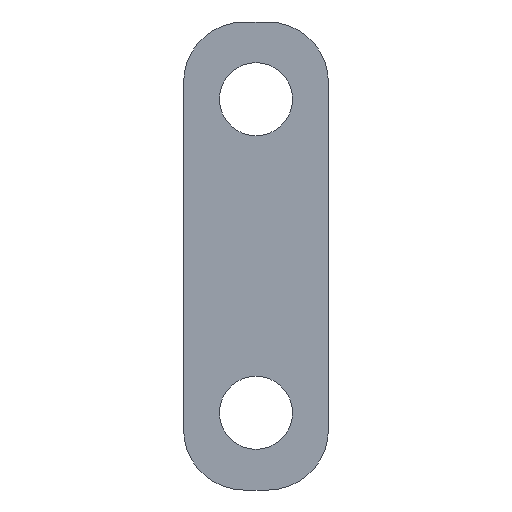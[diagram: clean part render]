
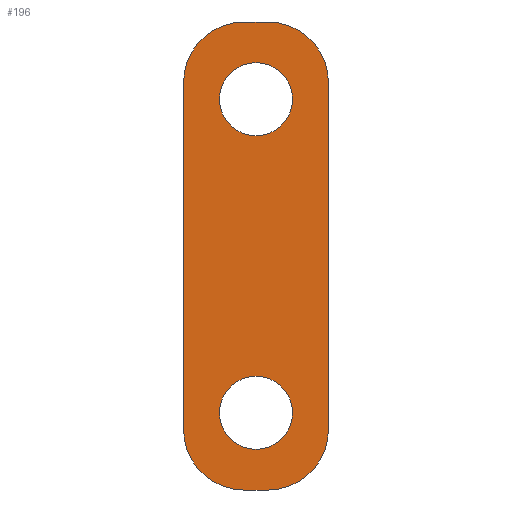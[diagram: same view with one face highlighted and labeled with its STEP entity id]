
A CAD part, front view. The second image highlights one B-rep face of the part: STEP entity #196.
In plain terms, the highlighted planar face has unit normal (0, -1, 0).
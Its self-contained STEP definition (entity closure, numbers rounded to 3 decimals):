
#5 = AXIS2_PLACEMENT_3D ( 'NONE', #365, #105, #34 ) ;
#6 = CARTESIAN_POINT ( 'NONE',  ( 2.5, 0., 16.9 ) ) ;
#20 = CIRCLE ( 'NONE', #140, 2.5 ) ;
#22 = DIRECTION ( 'NONE',  ( -1., 0., 0. ) ) ;
#32 = ORIENTED_EDGE ( 'NONE', *, *, #110, .T. ) ;
#34 = DIRECTION ( 'NONE',  ( 0., 0., -1. ) ) ;
#37 = VERTEX_POINT ( 'NONE', #116 ) ;
#43 = DIRECTION ( 'NONE',  ( 0., 0., 1. ) ) ;
#44 = EDGE_CURVE ( 'NONE', #398, #96, #20, .T. ) ;
#56 = CARTESIAN_POINT ( 'NONE',  ( 3., 0., 4.715 ) ) ;
#60 = CARTESIAN_POINT ( 'NONE',  ( 0., 0., 16.9 ) ) ;
#62 = ORIENTED_EDGE ( 'NONE', *, *, #397, .F. ) ;
#63 = CARTESIAN_POINT ( 'NONE',  ( 3., 0., 3.2 ) ) ;
#64 = ORIENTED_EDGE ( 'NONE', *, *, #436, .F. ) ;
#72 = AXIS2_PLACEMENT_3D ( 'NONE', #414, #194, #85 ) ;
#74 = CIRCLE ( 'NONE', #118, 2.5 ) ;
#75 = CARTESIAN_POINT ( 'NONE',  ( 2.5, 0., 2.5 ) ) ;
#85 = DIRECTION ( 'NONE',  ( 0., 0., 1. ) ) ;
#92 = DIRECTION ( 'NONE',  ( 0., 0., -1. ) ) ;
#93 = DIRECTION ( 'NONE',  ( 0., 0., -1. ) ) ;
#96 = VERTEX_POINT ( 'NONE', #119 ) ;
#99 = DIRECTION ( 'NONE',  ( 0., 1., 0. ) ) ;
#105 = DIRECTION ( 'NONE',  ( 0., -1., 0. ) ) ;
#107 = DIRECTION ( 'NONE',  ( 0., -1., 0. ) ) ;
#109 = DIRECTION ( 'NONE',  ( 1., 0., 0. ) ) ;
#110 = EDGE_CURVE ( 'NONE', #290, #37, #145, .T. ) ;
#111 = CIRCLE ( 'NONE', #173, 1.515 ) ;
#116 = CARTESIAN_POINT ( 'NONE',  ( 3.5, 0., 0. ) ) ;
#118 = AXIS2_PLACEMENT_3D ( 'NONE', #221, #191, #43 ) ;
#119 = CARTESIAN_POINT ( 'NONE',  ( 2.5, 0., 19.4 ) ) ;
#122 = FACE_BOUND ( 'NONE', #377, .T. ) ;
#125 = CARTESIAN_POINT ( 'NONE',  ( 6., 0., 16.9 ) ) ;
#126 = DIRECTION ( 'NONE',  ( 0., 0., 1. ) ) ;
#129 = EDGE_CURVE ( 'NONE', #353, #182, #301, .T. ) ;
#133 = EDGE_LOOP ( 'NONE', ( #183, #264, #276, #391, #137, #64, #32, #142 ) ) ;
#137 = ORIENTED_EDGE ( 'NONE', *, *, #475, .T. ) ;
#140 = AXIS2_PLACEMENT_3D ( 'NONE', #6, #296, #371 ) ;
#141 = VECTOR ( 'NONE', #22, 1000. ) ;
#142 = ORIENTED_EDGE ( 'NONE', *, *, #305, .F. ) ;
#145 = LINE ( 'NONE', #443, #262 ) ;
#146 = CARTESIAN_POINT ( 'NONE',  ( 2.5, 0., 0. ) ) ;
#149 = AXIS2_PLACEMENT_3D ( 'NONE', #75, #99, #327 ) ;
#153 = EDGE_CURVE ( 'NONE', #411, #212, #238, .T. ) ;
#172 = AXIS2_PLACEMENT_3D ( 'NONE', #340, #304, #93 ) ;
#173 = AXIS2_PLACEMENT_3D ( 'NONE', #404, #107, #438 ) ;
#176 = ORIENTED_EDGE ( 'NONE', *, *, #288, .F. ) ;
#179 = VECTOR ( 'NONE', #126, 1000. ) ;
#182 = VERTEX_POINT ( 'NONE', #308 ) ;
#183 = ORIENTED_EDGE ( 'NONE', *, *, #153, .T. ) ;
#189 = ORIENTED_EDGE ( 'NONE', *, *, #129, .F. ) ;
#191 = DIRECTION ( 'NONE',  ( 0., 1., 0. ) ) ;
#194 = DIRECTION ( 'NONE',  ( 0., -1., 0. ) ) ;
#195 = CARTESIAN_POINT ( 'NONE',  ( 6., 0., 2.5 ) ) ;
#196 = ADVANCED_FACE ( 'NONE', ( #275, #453, #122 ), #422, .T. ) ;
#201 = LINE ( 'NONE', #347, #141 ) ;
#203 = CARTESIAN_POINT ( 'NONE',  ( 6., 0., 0. ) ) ;
#208 = CARTESIAN_POINT ( 'NONE',  ( 3.5, 0., 16.9 ) ) ;
#212 = VERTEX_POINT ( 'NONE', #125 ) ;
#221 = CARTESIAN_POINT ( 'NONE',  ( 3.5, 0., 2.5 ) ) ;
#234 = DIRECTION ( 'NONE',  ( 0., 1., 0. ) ) ;
#238 = LINE ( 'NONE', #203, #179 ) ;
#249 = CARTESIAN_POINT ( 'NONE',  ( 3., 0., 14.685 ) ) ;
#262 = VECTOR ( 'NONE', #109, 1000. ) ;
#264 = ORIENTED_EDGE ( 'NONE', *, *, #297, .F. ) ;
#268 = CIRCLE ( 'NONE', #426, 2.5 ) ;
#271 = DIRECTION ( 'NONE',  ( 0., 0., 1. ) ) ;
#275 = FACE_BOUND ( 'NONE', #395, .T. ) ;
#276 = ORIENTED_EDGE ( 'NONE', *, *, #421, .T. ) ;
#284 = VERTEX_POINT ( 'NONE', #454 ) ;
#288 = EDGE_CURVE ( 'NONE', #413, #284, #295, .T. ) ;
#289 = CIRCLE ( 'NONE', #455, 1.515 ) ;
#290 = VERTEX_POINT ( 'NONE', #146 ) ;
#292 = VERTEX_POINT ( 'NONE', #447 ) ;
#295 = CIRCLE ( 'NONE', #5, 1.515 ) ;
#296 = DIRECTION ( 'NONE',  ( 0., 1., 0. ) ) ;
#297 = EDGE_CURVE ( 'NONE', #393, #212, #268, .T. ) ;
#301 = CIRCLE ( 'NONE', #172, 1.515 ) ;
#304 = DIRECTION ( 'NONE',  ( 0., -1., 0. ) ) ;
#305 = EDGE_CURVE ( 'NONE', #411, #37, #74, .T. ) ;
#308 = CARTESIAN_POINT ( 'NONE',  ( 3., 0., 17.715 ) ) ;
#327 = DIRECTION ( 'NONE',  ( 0., 0., 1. ) ) ;
#340 = CARTESIAN_POINT ( 'NONE',  ( 3., 0., 16.2 ) ) ;
#347 = CARTESIAN_POINT ( 'NONE',  ( 0., 0., 19.4 ) ) ;
#353 = VERTEX_POINT ( 'NONE', #249 ) ;
#355 = CIRCLE ( 'NONE', #149, 2.5 ) ;
#365 = CARTESIAN_POINT ( 'NONE',  ( 3., 0., 3.2 ) ) ;
#371 = DIRECTION ( 'NONE',  ( 0., 0., 1. ) ) ;
#377 = EDGE_LOOP ( 'NONE', ( #176, #62 ) ) ;
#390 = DIRECTION ( 'NONE',  ( 0., -1., 0. ) ) ;
#391 = ORIENTED_EDGE ( 'NONE', *, *, #44, .F. ) ;
#393 = VERTEX_POINT ( 'NONE', #429 ) ;
#395 = EDGE_LOOP ( 'NONE', ( #474, #189 ) ) ;
#397 = EDGE_CURVE ( 'NONE', #284, #413, #289, .T. ) ;
#398 = VERTEX_POINT ( 'NONE', #60 ) ;
#404 = CARTESIAN_POINT ( 'NONE',  ( 3., 0., 16.2 ) ) ;
#410 = VECTOR ( 'NONE', #445, 1000. ) ;
#411 = VERTEX_POINT ( 'NONE', #195 ) ;
#413 = VERTEX_POINT ( 'NONE', #56 ) ;
#414 = CARTESIAN_POINT ( 'NONE',  ( 0., 0., 0. ) ) ;
#421 = EDGE_CURVE ( 'NONE', #393, #96, #201, .T. ) ;
#422 = PLANE ( 'NONE',  #72 ) ;
#426 = AXIS2_PLACEMENT_3D ( 'NONE', #208, #234, #271 ) ;
#429 = CARTESIAN_POINT ( 'NONE',  ( 3.5, 0., 19.4 ) ) ;
#434 = CARTESIAN_POINT ( 'NONE',  ( 0., 0., 0. ) ) ;
#436 = EDGE_CURVE ( 'NONE', #290, #292, #355, .T. ) ;
#438 = DIRECTION ( 'NONE',  ( 0., 0., -1. ) ) ;
#440 = LINE ( 'NONE', #434, #410 ) ;
#443 = CARTESIAN_POINT ( 'NONE',  ( 0., 0., 0. ) ) ;
#445 = DIRECTION ( 'NONE',  ( 0., 0., -1. ) ) ;
#447 = CARTESIAN_POINT ( 'NONE',  ( 0., 0., 2.5 ) ) ;
#452 = EDGE_CURVE ( 'NONE', #182, #353, #111, .T. ) ;
#453 = FACE_OUTER_BOUND ( 'NONE', #133, .T. ) ;
#454 = CARTESIAN_POINT ( 'NONE',  ( 3., 0., 1.685 ) ) ;
#455 = AXIS2_PLACEMENT_3D ( 'NONE', #63, #390, #92 ) ;
#474 = ORIENTED_EDGE ( 'NONE', *, *, #452, .F. ) ;
#475 = EDGE_CURVE ( 'NONE', #398, #292, #440, .T. ) ;
